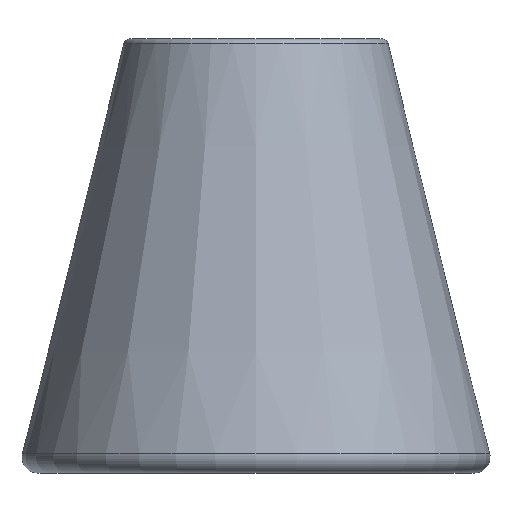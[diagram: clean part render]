
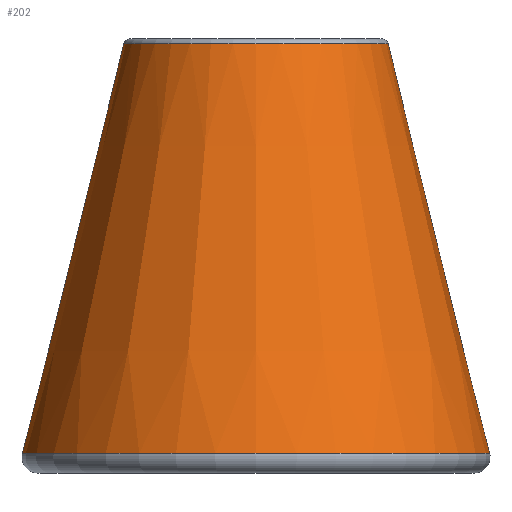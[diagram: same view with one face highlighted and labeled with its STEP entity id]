
A CAD part, left-side view. The second image highlights one B-rep face of the part: STEP entity #202.
In plain terms, the highlighted conical face has half-angle 13.905 degrees and reference radius 57.25 mm.
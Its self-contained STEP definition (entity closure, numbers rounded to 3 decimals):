
#25=LINE('',#357,#29);
#29=VECTOR('',#280,57.25);
#33=CONICAL_SURFACE('',#233,57.25,0.243);
#35=FACE_OUTER_BOUND('',#47,.T.);
#47=EDGE_LOOP('',(#144,#145,#146,#147,#148,#149));
#62=CIRCLE('',#230,41.67);
#63=CIRCLE('',#231,41.67);
#65=CIRCLE('',#234,73.649);
#66=CIRCLE('',#235,73.649);
#88=VERTEX_POINT('',#349);
#89=VERTEX_POINT('',#351);
#90=VERTEX_POINT('',#356);
#91=VERTEX_POINT('',#358);
#110=EDGE_CURVE('',#88,#89,#62,.T.);
#111=EDGE_CURVE('',#89,#88,#63,.T.);
#113=EDGE_CURVE('',#88,#90,#25,.T.);
#114=EDGE_CURVE('',#91,#90,#65,.T.);
#115=EDGE_CURVE('',#90,#91,#66,.T.);
#144=ORIENTED_EDGE('',*,*,#111,.F.);
#145=ORIENTED_EDGE('',*,*,#110,.F.);
#146=ORIENTED_EDGE('',*,*,#113,.T.);
#147=ORIENTED_EDGE('',*,*,#114,.F.);
#148=ORIENTED_EDGE('',*,*,#115,.F.);
#149=ORIENTED_EDGE('',*,*,#113,.F.);
#202=ADVANCED_FACE('',(#35),#33,.T.);
#230=AXIS2_PLACEMENT_3D('',#352,#272,#273);
#231=AXIS2_PLACEMENT_3D('',#353,#274,#275);
#233=AXIS2_PLACEMENT_3D('',#355,#278,#279);
#234=AXIS2_PLACEMENT_3D('',#359,#281,#282);
#235=AXIS2_PLACEMENT_3D('',#360,#283,#284);
#272=DIRECTION('center_axis',(0.,0.,1.));
#273=DIRECTION('ref_axis',(-1.,0.,0.));
#274=DIRECTION('center_axis',(0.,0.,1.));
#275=DIRECTION('ref_axis',(-1.,0.,0.));
#278=DIRECTION('center_axis',(0.,0.,-1.));
#279=DIRECTION('ref_axis',(1.,0.,0.));
#280=DIRECTION('',(-0.24,0.,-0.971));
#281=DIRECTION('center_axis',(0.,0.,-1.));
#282=DIRECTION('ref_axis',(-1.,0.,0.));
#283=DIRECTION('center_axis',(0.,0.,-1.));
#284=DIRECTION('ref_axis',(-1.,0.,0.));
#349=CARTESIAN_POINT('',(-41.67,0.,5.373));
#351=CARTESIAN_POINT('',(41.67,0.,5.373));
#352=CARTESIAN_POINT('Origin',(0.,0.,5.373));
#353=CARTESIAN_POINT('Origin',(0.,0.,5.373));
#355=CARTESIAN_POINT('Origin',(0.,0.,-57.558));
#356=CARTESIAN_POINT('',(-73.649,0.,-123.798));
#357=CARTESIAN_POINT('',(-57.25,0.,-57.558));
#358=CARTESIAN_POINT('',(73.649,0.,-123.798));
#359=CARTESIAN_POINT('Origin',(0.,0.,-123.798));
#360=CARTESIAN_POINT('Origin',(0.,0.,-123.798));
